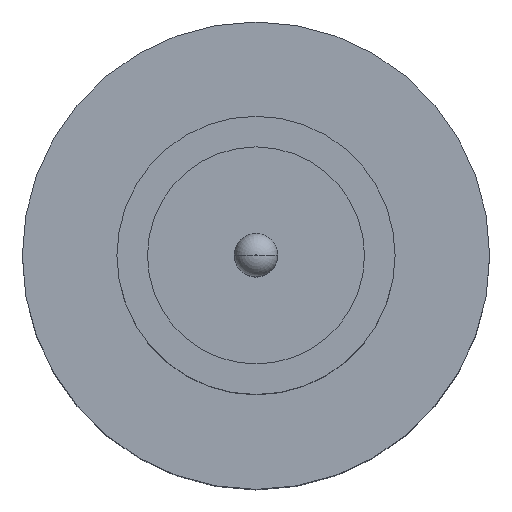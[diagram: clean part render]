
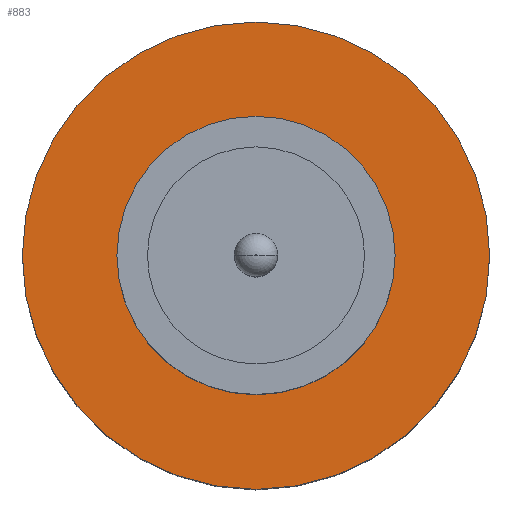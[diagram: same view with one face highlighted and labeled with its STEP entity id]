
A CAD part, top view. The second image highlights one B-rep face of the part: STEP entity #883.
In plain terms, the highlighted planar face has unit normal (0, 0, 1).
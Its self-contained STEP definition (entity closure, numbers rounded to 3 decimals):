
#38 = EDGE_CURVE ( 'NONE', #228, #159, #983, .T. ) ;
#85 = CARTESIAN_POINT ( 'NONE',  ( -2.1, 0., 1.55 ) ) ;
#91 = CIRCLE ( 'NONE', #812, 1.25 ) ;
#95 = DIRECTION ( 'NONE',  ( 0., 0., 1. ) ) ;
#109 = DIRECTION ( 'NONE',  ( 0., 0., 1. ) ) ;
#159 = VERTEX_POINT ( 'NONE', #1008 ) ;
#178 = FACE_OUTER_BOUND ( 'NONE', #896, .T. ) ;
#197 = CIRCLE ( 'NONE', #320, 1.25 ) ;
#201 = EDGE_CURVE ( 'NONE', #616, #999, #91, .T. ) ;
#228 = VERTEX_POINT ( 'NONE', #85 ) ;
#316 = CARTESIAN_POINT ( 'NONE',  ( 0., 0., 1.55 ) ) ;
#320 = AXIS2_PLACEMENT_3D ( 'NONE', #316, #560, #405 ) ;
#324 = DIRECTION ( 'NONE',  ( 0., 0., 1. ) ) ;
#329 = AXIS2_PLACEMENT_3D ( 'NONE', #464, #384, #626 ) ;
#343 = AXIS2_PLACEMENT_3D ( 'NONE', #488, #95, #954 ) ;
#350 = CARTESIAN_POINT ( 'NONE',  ( 0., 0., 1.55 ) ) ;
#384 = DIRECTION ( 'NONE',  ( 0., 0., 1. ) ) ;
#405 = DIRECTION ( 'NONE',  ( 1., 0., 0. ) ) ;
#413 = CIRCLE ( 'NONE', #343, 2.1 ) ;
#456 = ORIENTED_EDGE ( 'NONE', *, *, #38, .T. ) ;
#464 = CARTESIAN_POINT ( 'NONE',  ( 0., 0., 1.55 ) ) ;
#488 = CARTESIAN_POINT ( 'NONE',  ( 0., 0., 1.55 ) ) ;
#560 = DIRECTION ( 'NONE',  ( 0., 0., 1. ) ) ;
#569 = EDGE_CURVE ( 'NONE', #999, #616, #197, .T. ) ;
#616 = VERTEX_POINT ( 'NONE', #783 ) ;
#626 = DIRECTION ( 'NONE',  ( 1., 0., 0. ) ) ;
#629 = EDGE_LOOP ( 'NONE', ( #847, #845 ) ) ;
#661 = EDGE_CURVE ( 'NONE', #159, #228, #413, .T. ) ;
#662 = PLANE ( 'NONE',  #689 ) ;
#686 = CARTESIAN_POINT ( 'NONE',  ( -1.25, 0., 1.55 ) ) ;
#689 = AXIS2_PLACEMENT_3D ( 'NONE', #350, #109, #894 ) ;
#720 = CARTESIAN_POINT ( 'NONE',  ( 0., 0., 1.55 ) ) ;
#783 = CARTESIAN_POINT ( 'NONE',  ( 1.25, 0., 1.55 ) ) ;
#786 = DIRECTION ( 'NONE',  ( 1., 0., 0. ) ) ;
#812 = AXIS2_PLACEMENT_3D ( 'NONE', #720, #324, #786 ) ;
#845 = ORIENTED_EDGE ( 'NONE', *, *, #569, .F. ) ;
#847 = ORIENTED_EDGE ( 'NONE', *, *, #201, .F. ) ;
#883 = ADVANCED_FACE ( 'NONE', ( #907, #178 ), #662, .T. ) ;
#894 = DIRECTION ( 'NONE',  ( 1., 0., 0. ) ) ;
#896 = EDGE_LOOP ( 'NONE', ( #456, #958 ) ) ;
#907 = FACE_BOUND ( 'NONE', #629, .T. ) ;
#954 = DIRECTION ( 'NONE',  ( 1., 0., 0. ) ) ;
#958 = ORIENTED_EDGE ( 'NONE', *, *, #661, .T. ) ;
#983 = CIRCLE ( 'NONE', #329, 2.1 ) ;
#999 = VERTEX_POINT ( 'NONE', #686 ) ;
#1008 = CARTESIAN_POINT ( 'NONE',  ( 2.1, 0., 1.55 ) ) ;
